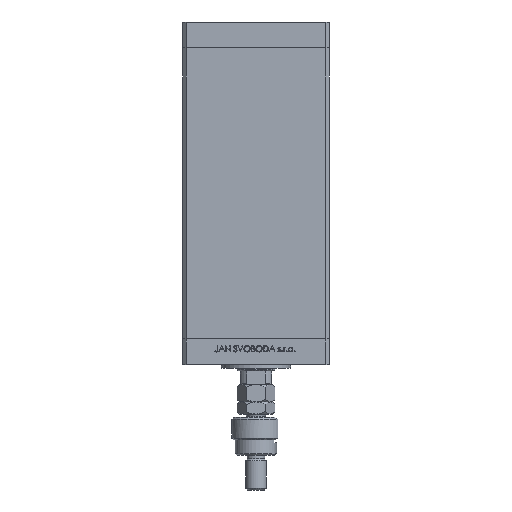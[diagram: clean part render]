
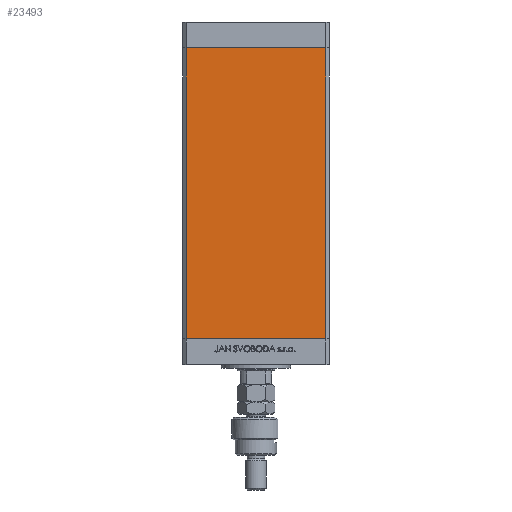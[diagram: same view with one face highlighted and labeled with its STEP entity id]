
A CAD part, front view. The second image highlights one B-rep face of the part: STEP entity #23493.
In plain terms, the highlighted planar face has unit normal (0, -1, 0).
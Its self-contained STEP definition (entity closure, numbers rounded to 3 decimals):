
#1255 = DIRECTION ( 'NONE',  ( 0., 0., -1. ) ) ;
#1771 = EDGE_CURVE ( 'NONE', #20115, #36894, #34624, .T. ) ;
#4091 = CARTESIAN_POINT ( 'NONE',  ( -40.5, -37.5, 0. ) ) ;
#4976 = EDGE_CURVE ( 'NONE', #36894, #26109, #30510, .T. ) ;
#5201 = CARTESIAN_POINT ( 'NONE',  ( -40.5, -37.5, 168.5 ) ) ;
#6229 = DIRECTION ( 'NONE',  ( 1., 0., 0. ) ) ;
#6570 = DIRECTION ( 'NONE',  ( 0., 0., -1. ) ) ;
#6926 = VECTOR ( 'NONE', #1255, 1000. ) ;
#8444 = ORIENTED_EDGE ( 'NONE', *, *, #49852, .T. ) ;
#8647 = VECTOR ( 'NONE', #29083, 1000. ) ;
#13401 = AXIS2_PLACEMENT_3D ( 'NONE', #18218, #29806, #14520 ) ;
#14244 = CARTESIAN_POINT ( 'NONE',  ( 40.5, -37.5, 0. ) ) ;
#14520 = DIRECTION ( 'NONE',  ( 0., 0., 1. ) ) ;
#16424 = CARTESIAN_POINT ( 'NONE',  ( -40.5, -37.5, 0. ) ) ;
#17972 = FACE_OUTER_BOUND ( 'NONE', #48251, .T. ) ;
#18218 = CARTESIAN_POINT ( 'NONE',  ( -40.5, -37.5, 168.5 ) ) ;
#20115 = VERTEX_POINT ( 'NONE', #33693 ) ;
#21696 = ORIENTED_EDGE ( 'NONE', *, *, #4976, .F. ) ;
#22788 = ORIENTED_EDGE ( 'NONE', *, *, #1771, .F. ) ;
#23493 = ADVANCED_FACE ( 'NONE', ( #17972 ), #25858, .F. ) ;
#25858 = PLANE ( 'NONE',  #13401 ) ;
#26109 = VERTEX_POINT ( 'NONE', #14244 ) ;
#29083 = DIRECTION ( 'NONE',  ( 1., 0., 0. ) ) ;
#29806 = DIRECTION ( 'NONE',  ( 0., 1., 0. ) ) ;
#30510 = LINE ( 'NONE', #39196, #41757 ) ;
#31409 = ORIENTED_EDGE ( 'NONE', *, *, #50482, .T. ) ;
#33227 = VECTOR ( 'NONE', #6229, 1000. ) ;
#33693 = CARTESIAN_POINT ( 'NONE',  ( -40.5, -37.5, 168.5 ) ) ;
#34624 = LINE ( 'NONE', #50722, #33227 ) ;
#36894 = VERTEX_POINT ( 'NONE', #50751 ) ;
#38681 = VERTEX_POINT ( 'NONE', #16424 ) ;
#39196 = CARTESIAN_POINT ( 'NONE',  ( 40.5, -37.5, 168.5 ) ) ;
#40681 = LINE ( 'NONE', #4091, #8647 ) ;
#41757 = VECTOR ( 'NONE', #6570, 1000. ) ;
#48251 = EDGE_LOOP ( 'NONE', ( #8444, #21696, #22788, #31409 ) ) ;
#48668 = LINE ( 'NONE', #5201, #6926 ) ;
#49852 = EDGE_CURVE ( 'NONE', #38681, #26109, #40681, .T. ) ;
#50482 = EDGE_CURVE ( 'NONE', #20115, #38681, #48668, .T. ) ;
#50722 = CARTESIAN_POINT ( 'NONE',  ( -40.5, -37.5, 168.5 ) ) ;
#50751 = CARTESIAN_POINT ( 'NONE',  ( 40.5, -37.5, 168.5 ) ) ;
